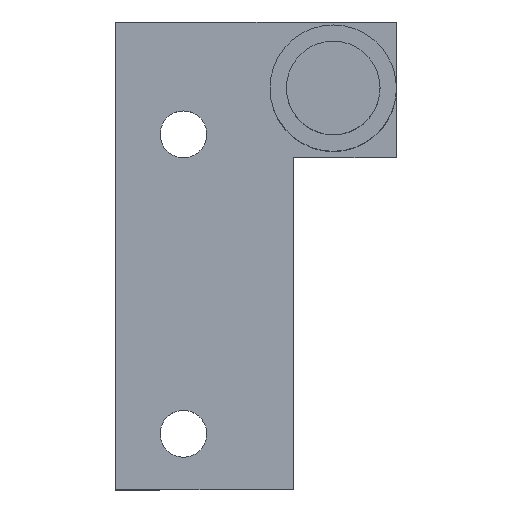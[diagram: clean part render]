
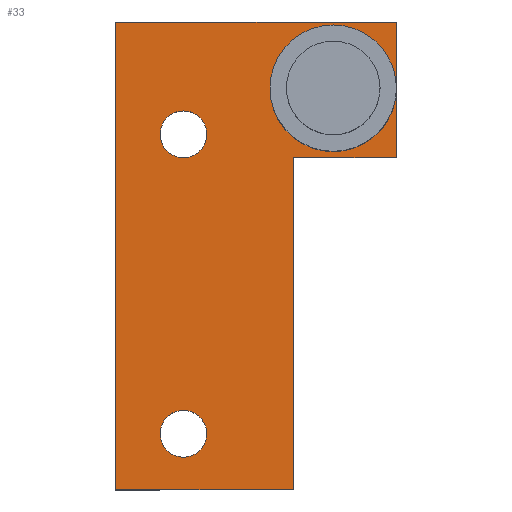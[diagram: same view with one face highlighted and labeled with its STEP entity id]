
A CAD part, top view. The second image highlights one B-rep face of the part: STEP entity #33.
In plain terms, the highlighted planar face has unit normal (0, 0, 1).
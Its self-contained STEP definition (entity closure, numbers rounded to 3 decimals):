
#4 = ORIENTED_EDGE ( 'NONE', *, *, #130, .F. ) ;
#5 = AXIS2_PLACEMENT_3D ( 'NONE', #443, #592, #453 ) ;
#17 = CIRCLE ( 'NONE', #58, 2.5 ) ;
#19 = CIRCLE ( 'NONE', #610, 2.5 ) ;
#26 = VECTOR ( 'NONE', #639, 1000. ) ;
#28 = LINE ( 'NONE', #534, #179 ) ;
#31 = CARTESIAN_POINT ( 'NONE',  ( 53.25, 7.75, 2.6 ) ) ;
#33 = ADVANCED_FACE ( 'NONE', ( #624, #358, #556, #55 ), #462, .F. ) ;
#39 = CARTESIAN_POINT ( 'NONE',  ( 23.25, 7.75, 2.6 ) ) ;
#42 = VERTEX_POINT ( 'NONE', #632 ) ;
#55 = FACE_BOUND ( 'NONE', #119, .T. ) ;
#58 = AXIS2_PLACEMENT_3D ( 'NONE', #448, #136, #646 ) ;
#60 = VECTOR ( 'NONE', #353, 1000. ) ;
#70 = VERTEX_POINT ( 'NONE', #31 ) ;
#72 = LINE ( 'NONE', #131, #487 ) ;
#74 = EDGE_CURVE ( 'NONE', #70, #626, #72, .T. ) ;
#76 = CARTESIAN_POINT ( 'NONE',  ( 30.5, -36.25, 2.6 ) ) ;
#79 = EDGE_CURVE ( 'NONE', #497, #500, #19, .T. ) ;
#80 = CARTESIAN_POINT ( 'NONE',  ( 46.5, 0., 2.6 ) ) ;
#82 = ORIENTED_EDGE ( 'NONE', *, *, #391, .F. ) ;
#87 = EDGE_CURVE ( 'NONE', #42, #367, #326, .T. ) ;
#102 = EDGE_CURVE ( 'NONE', #309, #175, #345, .T. ) ;
#112 = LINE ( 'NONE', #259, #289 ) ;
#119 = EDGE_LOOP ( 'NONE', ( #168, #458 ) ) ;
#127 = ORIENTED_EDGE ( 'NONE', *, *, #152, .F. ) ;
#129 = DIRECTION ( 'NONE',  ( 0., 0., 1. ) ) ;
#130 = EDGE_CURVE ( 'NONE', #154, #70, #28, .T. ) ;
#131 = CARTESIAN_POINT ( 'NONE',  ( 53.25, -6.75, 2.6 ) ) ;
#136 = DIRECTION ( 'NONE',  ( 0., 0., -1. ) ) ;
#145 = CARTESIAN_POINT ( 'NONE',  ( 52., 0., 2.6 ) ) ;
#146 = EDGE_LOOP ( 'NONE', ( #617, #4, #82, #490, #159, #149 ) ) ;
#147 = LINE ( 'NONE', #39, #60 ) ;
#149 = ORIENTED_EDGE ( 'NONE', *, *, #526, .F. ) ;
#152 = EDGE_CURVE ( 'NONE', #175, #309, #576, .T. ) ;
#153 = CARTESIAN_POINT ( 'NONE',  ( 23.25, -42.25, 2.6 ) ) ;
#154 = VERTEX_POINT ( 'NONE', #582 ) ;
#156 = VERTEX_POINT ( 'NONE', #335 ) ;
#159 = ORIENTED_EDGE ( 'NONE', *, *, #479, .F. ) ;
#168 = ORIENTED_EDGE ( 'NONE', *, *, #87, .T. ) ;
#175 = VERTEX_POINT ( 'NONE', #547 ) ;
#179 = VECTOR ( 'NONE', #433, 1000. ) ;
#186 = CIRCLE ( 'NONE', #5, 2.5 ) ;
#222 = EDGE_CURVE ( 'NONE', #500, #497, #186, .T. ) ;
#229 = DIRECTION ( 'NONE',  ( 0., 0., -1. ) ) ;
#232 = DIRECTION ( 'NONE',  ( -1., 0., 0. ) ) ;
#233 = CARTESIAN_POINT ( 'NONE',  ( 46.5, 0., 2.6 ) ) ;
#239 = AXIS2_PLACEMENT_3D ( 'NONE', #633, #229, #283 ) ;
#255 = CARTESIAN_POINT ( 'NONE',  ( 28., -36.25, 2.6 ) ) ;
#257 = CARTESIAN_POINT ( 'NONE',  ( 42.25, -6.75, 2.6 ) ) ;
#258 = EDGE_CURVE ( 'NONE', #156, #339, #588, .T. ) ;
#259 = CARTESIAN_POINT ( 'NONE',  ( 42.25, -6.75, 2.6 ) ) ;
#261 = CARTESIAN_POINT ( 'NONE',  ( 53.25, -6.75, 2.6 ) ) ;
#283 = DIRECTION ( 'NONE',  ( 1., 0., 0. ) ) ;
#289 = VECTOR ( 'NONE', #464, 1000. ) ;
#293 = EDGE_LOOP ( 'NONE', ( #405, #127 ) ) ;
#309 = VERTEX_POINT ( 'NONE', #145 ) ;
#326 = CIRCLE ( 'NONE', #465, 2.5 ) ;
#335 = CARTESIAN_POINT ( 'NONE',  ( 42.25, -42.25, 2.6 ) ) ;
#339 = VERTEX_POINT ( 'NONE', #541 ) ;
#345 = CIRCLE ( 'NONE', #434, 5.5 ) ;
#353 = DIRECTION ( 'NONE',  ( 0., 1., 0. ) ) ;
#358 = FACE_OUTER_BOUND ( 'NONE', #146, .T. ) ;
#362 = ORIENTED_EDGE ( 'NONE', *, *, #79, .T. ) ;
#367 = VERTEX_POINT ( 'NONE', #255 ) ;
#380 = DIRECTION ( 'NONE',  ( 0., 0., -1. ) ) ;
#381 = DIRECTION ( 'NONE',  ( 0., -1., 0. ) ) ;
#391 = EDGE_CURVE ( 'NONE', #339, #154, #147, .T. ) ;
#405 = ORIENTED_EDGE ( 'NONE', *, *, #102, .F. ) ;
#433 = DIRECTION ( 'NONE',  ( 1., 0., 0. ) ) ;
#434 = AXIS2_PLACEMENT_3D ( 'NONE', #80, #129, #580 ) ;
#436 = DIRECTION ( 'NONE',  ( 1., 0., 0. ) ) ;
#437 = EDGE_CURVE ( 'NONE', #367, #42, #17, .T. ) ;
#439 = VECTOR ( 'NONE', #643, 1000. ) ;
#442 = CARTESIAN_POINT ( 'NONE',  ( 42.25, -42.25, 2.6 ) ) ;
#443 = CARTESIAN_POINT ( 'NONE',  ( 30.5, -4.25, 2.6 ) ) ;
#448 = CARTESIAN_POINT ( 'NONE',  ( 30.5, -36.25, 2.6 ) ) ;
#453 = DIRECTION ( 'NONE',  ( -1., 0., 0. ) ) ;
#458 = ORIENTED_EDGE ( 'NONE', *, *, #437, .T. ) ;
#462 = PLANE ( 'NONE',  #239 ) ;
#464 = DIRECTION ( 'NONE',  ( -1., 0., 0. ) ) ;
#465 = AXIS2_PLACEMENT_3D ( 'NONE', #76, #634, #232 ) ;
#479 = EDGE_CURVE ( 'NONE', #630, #156, #491, .T. ) ;
#482 = DIRECTION ( 'NONE',  ( 0., 0., 1. ) ) ;
#487 = VECTOR ( 'NONE', #381, 1000. ) ;
#490 = ORIENTED_EDGE ( 'NONE', *, *, #258, .F. ) ;
#491 = LINE ( 'NONE', #442, #26 ) ;
#497 = VERTEX_POINT ( 'NONE', #519 ) ;
#500 = VERTEX_POINT ( 'NONE', #558 ) ;
#519 = CARTESIAN_POINT ( 'NONE',  ( 33., -4.25, 2.6 ) ) ;
#526 = EDGE_CURVE ( 'NONE', #626, #630, #112, .T. ) ;
#534 = CARTESIAN_POINT ( 'NONE',  ( 53.25, 7.75, 2.6 ) ) ;
#541 = CARTESIAN_POINT ( 'NONE',  ( 23.25, -42.25, 2.6 ) ) ;
#543 = AXIS2_PLACEMENT_3D ( 'NONE', #233, #482, #436 ) ;
#547 = CARTESIAN_POINT ( 'NONE',  ( 41., 0., 2.6 ) ) ;
#556 = FACE_BOUND ( 'NONE', #560, .T. ) ;
#558 = CARTESIAN_POINT ( 'NONE',  ( 28., -4.25, 2.6 ) ) ;
#560 = EDGE_LOOP ( 'NONE', ( #362, #653 ) ) ;
#576 = CIRCLE ( 'NONE', #543, 5.5 ) ;
#577 = CARTESIAN_POINT ( 'NONE',  ( 30.5, -4.25, 2.6 ) ) ;
#579 = DIRECTION ( 'NONE',  ( -1., 0., 0. ) ) ;
#580 = DIRECTION ( 'NONE',  ( 1., 0., 0. ) ) ;
#582 = CARTESIAN_POINT ( 'NONE',  ( 23.25, 7.75, 2.6 ) ) ;
#588 = LINE ( 'NONE', #153, #439 ) ;
#592 = DIRECTION ( 'NONE',  ( 0., 0., -1. ) ) ;
#610 = AXIS2_PLACEMENT_3D ( 'NONE', #577, #380, #579 ) ;
#617 = ORIENTED_EDGE ( 'NONE', *, *, #74, .F. ) ;
#624 = FACE_BOUND ( 'NONE', #293, .T. ) ;
#626 = VERTEX_POINT ( 'NONE', #261 ) ;
#630 = VERTEX_POINT ( 'NONE', #257 ) ;
#632 = CARTESIAN_POINT ( 'NONE',  ( 33., -36.25, 2.6 ) ) ;
#633 = CARTESIAN_POINT ( 'NONE',  ( 46.5, 0., 2.6 ) ) ;
#634 = DIRECTION ( 'NONE',  ( 0., 0., -1. ) ) ;
#639 = DIRECTION ( 'NONE',  ( 0., -1., 0. ) ) ;
#643 = DIRECTION ( 'NONE',  ( -1., 0., 0. ) ) ;
#646 = DIRECTION ( 'NONE',  ( -1., 0., 0. ) ) ;
#653 = ORIENTED_EDGE ( 'NONE', *, *, #222, .T. ) ;
